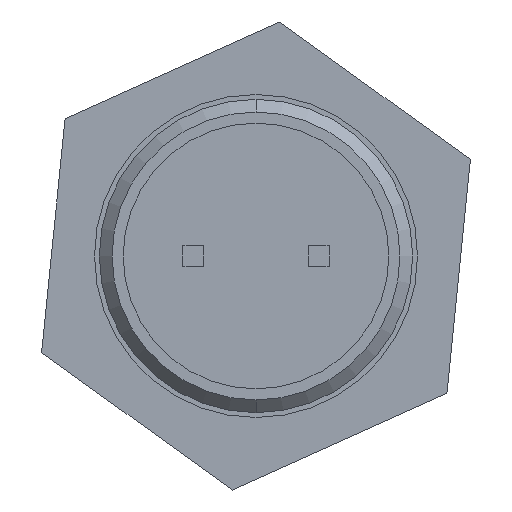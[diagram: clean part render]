
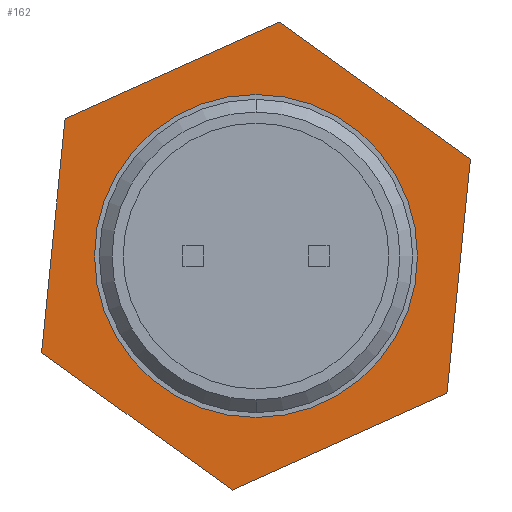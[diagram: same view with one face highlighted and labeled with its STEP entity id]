
A CAD part, front view. The second image highlights one B-rep face of the part: STEP entity #162.
In plain terms, the highlighted planar face has unit normal (0, -1, 0).
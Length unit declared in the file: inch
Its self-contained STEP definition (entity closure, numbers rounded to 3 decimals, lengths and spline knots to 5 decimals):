
#45 = CARTESIAN_POINT ( 'NONE',  ( -0.02334, 0.27244, -0.23235 ) ) ;
#58 = VECTOR ( 'NONE', #593, 39.37008 ) ;
#62 = CARTESIAN_POINT ( 'NONE',  ( 0., 0.27244, 0. ) ) ;
#64 = AXIS2_PLACEMENT_3D ( 'NONE', #62, #170, #1164 ) ;
#76 = ORIENTED_EDGE ( 'NONE', *, *, #333, .F. ) ;
#95 = VECTOR ( 'NONE', #845, 39.37008 ) ;
#96 = VERTEX_POINT ( 'NONE', #729 ) ;
#116 = CARTESIAN_POINT ( 'NONE',  ( 0.02334, 0.27244, 0.23235 ) ) ;
#126 = ORIENTED_EDGE ( 'NONE', *, *, #197, .T. ) ;
#162 = ADVANCED_FACE ( 'NONE', ( #464, #1305 ), #1074, .T. ) ;
#168 = ORIENTED_EDGE ( 'NONE', *, *, #1069, .T. ) ;
#170 = DIRECTION ( 'NONE',  ( 0., -1., 0. ) ) ;
#176 = LINE ( 'NONE', #1334, #1320 ) ;
#197 = EDGE_CURVE ( 'NONE', #816, #1098, #690, .T. ) ;
#230 = DIRECTION ( 'NONE',  ( 0., 0., -1. ) ) ;
#249 = CARTESIAN_POINT ( 'NONE',  ( -0.21289, 0.27244, -0.09596 ) ) ;
#253 = CARTESIAN_POINT ( 'NONE',  ( -0.18955, 0.27244, 0.13639 ) ) ;
#266 = DIRECTION ( 'NONE',  ( 0.812, 0., -0.584 ) ) ;
#273 = DIRECTION ( 'NONE',  ( -0.1, 0., -0.995 ) ) ;
#276 = VERTEX_POINT ( 'NONE', #792 ) ;
#296 = EDGE_CURVE ( 'NONE', #438, #1352, #319, .T. ) ;
#319 = LINE ( 'NONE', #116, #1094 ) ;
#323 = VERTEX_POINT ( 'NONE', #1003 ) ;
#327 = ORIENTED_EDGE ( 'NONE', *, *, #1040, .T. ) ;
#332 = CARTESIAN_POINT ( 'NONE',  ( 0.18955, 0.27244, -0.13639 ) ) ;
#333 = EDGE_CURVE ( 'NONE', #96, #735, #1353, .T. ) ;
#340 = EDGE_CURVE ( 'NONE', #276, #438, #176, .T. ) ;
#349 = DIRECTION ( 'NONE',  ( -0.812, 0., 0.584 ) ) ;
#396 = CARTESIAN_POINT ( 'NONE',  ( -0.02334, 0.27244, -0.23235 ) ) ;
#438 = VERTEX_POINT ( 'NONE', #814 ) ;
#464 = FACE_OUTER_BOUND ( 'NONE', #490, .T. ) ;
#490 = EDGE_LOOP ( 'NONE', ( #126, #327, #703, #680, #168, #806 ) ) ;
#541 = CARTESIAN_POINT ( 'NONE',  ( 0.18955, 0.27244, -0.13639 ) ) ;
#543 = LINE ( 'NONE', #249, #1419 ) ;
#593 = DIRECTION ( 'NONE',  ( 0.1, 0., 0.995 ) ) ;
#630 = VECTOR ( 'NONE', #273, 39.37008 ) ;
#649 = DIRECTION ( 'NONE',  ( 0., -1., 0. ) ) ;
#665 = LINE ( 'NONE', #253, #630 ) ;
#680 = ORIENTED_EDGE ( 'NONE', *, *, #296, .T. ) ;
#690 = LINE ( 'NONE', #396, #95 ) ;
#703 = ORIENTED_EDGE ( 'NONE', *, *, #340, .T. ) ;
#724 = CARTESIAN_POINT ( 'NONE',  ( 0., 0.27244, 0. ) ) ;
#729 = CARTESIAN_POINT ( 'NONE',  ( 0., 0.27244, 0.16034 ) ) ;
#735 = VERTEX_POINT ( 'NONE', #1240 ) ;
#792 = CARTESIAN_POINT ( 'NONE',  ( 0.21289, 0.27244, 0.09596 ) ) ;
#797 = DIRECTION ( 'NONE',  ( 0., -1., 0. ) ) ;
#806 = ORIENTED_EDGE ( 'NONE', *, *, #918, .T. ) ;
#814 = CARTESIAN_POINT ( 'NONE',  ( 0.02334, 0.27244, 0.23235 ) ) ;
#816 = VERTEX_POINT ( 'NONE', #45 ) ;
#845 = DIRECTION ( 'NONE',  ( 0.912, 0., 0.411 ) ) ;
#902 = CARTESIAN_POINT ( 'NONE',  ( 0., 0.27244, 0. ) ) ;
#918 = EDGE_CURVE ( 'NONE', #323, #816, #543, .T. ) ;
#931 = AXIS2_PLACEMENT_3D ( 'NONE', #724, #649, #1440 ) ;
#935 = ORIENTED_EDGE ( 'NONE', *, *, #1316, .F. ) ;
#982 = LINE ( 'NONE', #541, #58 ) ;
#1003 = CARTESIAN_POINT ( 'NONE',  ( -0.21289, 0.27244, -0.09596 ) ) ;
#1040 = EDGE_CURVE ( 'NONE', #1098, #276, #982, .T. ) ;
#1069 = EDGE_CURVE ( 'NONE', #1352, #323, #665, .T. ) ;
#1074 = PLANE ( 'NONE',  #64 ) ;
#1094 = VECTOR ( 'NONE', #1224, 39.37008 ) ;
#1098 = VERTEX_POINT ( 'NONE', #332 ) ;
#1139 = EDGE_LOOP ( 'NONE', ( #76, #935 ) ) ;
#1164 = DIRECTION ( 'NONE',  ( 0., 0., -1. ) ) ;
#1224 = DIRECTION ( 'NONE',  ( -0.912, 0., -0.411 ) ) ;
#1240 = CARTESIAN_POINT ( 'NONE',  ( 0., 0.27244, -0.16034 ) ) ;
#1289 = CIRCLE ( 'NONE', #931, 0.16034 ) ;
#1305 = FACE_BOUND ( 'NONE', #1139, .T. ) ;
#1316 = EDGE_CURVE ( 'NONE', #735, #96, #1289, .T. ) ;
#1320 = VECTOR ( 'NONE', #349, 39.37008 ) ;
#1334 = CARTESIAN_POINT ( 'NONE',  ( 0.21289, 0.27244, 0.09596 ) ) ;
#1343 = AXIS2_PLACEMENT_3D ( 'NONE', #902, #797, #230 ) ;
#1352 = VERTEX_POINT ( 'NONE', #1379 ) ;
#1353 = CIRCLE ( 'NONE', #1343, 0.16034 ) ;
#1379 = CARTESIAN_POINT ( 'NONE',  ( -0.18955, 0.27244, 0.13639 ) ) ;
#1419 = VECTOR ( 'NONE', #266, 39.37008 ) ;
#1440 = DIRECTION ( 'NONE',  ( 0., 0., -1. ) ) ;
